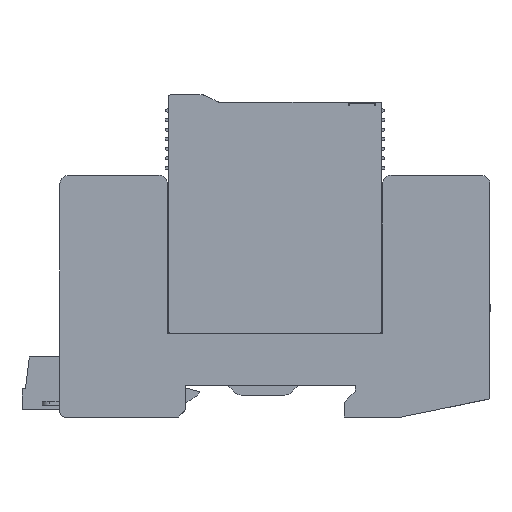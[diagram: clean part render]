
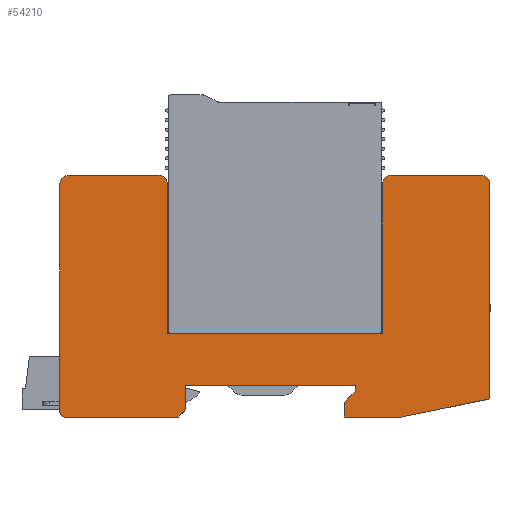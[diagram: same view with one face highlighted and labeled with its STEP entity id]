
A CAD part, front view. The second image highlights one B-rep face of the part: STEP entity #54210.
In plain terms, the highlighted planar face has unit normal (0, -1, 0).
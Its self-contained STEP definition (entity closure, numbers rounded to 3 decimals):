
#9220=CARTESIAN_POINT('',(-56.19,-111.575,
45.496));
#9230=DIRECTION('',(1.,0.,0.));
#9240=VECTOR('',#9230,1.);
#9250=LINE('',#9220,#9240);
#9260=CARTESIAN_POINT('',(-56.19,-111.575,
45.496));
#9270=VERTEX_POINT('',#9260);
#9280=CARTESIAN_POINT('',(-37.29,-111.575,
45.496));
#9290=VERTEX_POINT('',#9280);
#9300=EDGE_CURVE('',#9270,#9290,#9250,.T.);
#9860=CARTESIAN_POINT('',(-37.29,-111.575,
43.696));
#9870=DIRECTION('',(0.,-1.,0.));
#9880=DIRECTION('',(1.,0.,0.));
#9890=AXIS2_PLACEMENT_3D('',#9860,#9870,#9880);
#9900=CIRCLE('',#9890,1.8);
#9910=CARTESIAN_POINT('',(-35.49,-111.575,
43.696));
#9920=VERTEX_POINT('',#9910);
#9930=EDGE_CURVE('',#9920,#9290,#9900,.T.);
#11810=CARTESIAN_POINT('',(-35.49,-111.575,
12.396));
#11820=VERTEX_POINT('',#11810);
#11850=CARTESIAN_POINT('',(-35.49,-111.575,
12.396));
#11860=DIRECTION('',(0.,0.,1.));
#11870=VECTOR('',#11860,1.);
#11880=LINE('',#11850,#11870);
#11890=EDGE_CURVE('',#11820,#9920,#11880,.T.);
#25160=CARTESIAN_POINT('',(-35.49,-111.575,
12.396));
#25170=DIRECTION('',(1.,0.,0.));
#25180=VECTOR('',#25170,1.);
#25190=LINE('',#25160,#25180);
#25200=CARTESIAN_POINT('',(9.51,-111.575,
12.396));
#25210=VERTEX_POINT('',#25200);
#25220=EDGE_CURVE('',#11820,#25210,#25190,.T.);
#26900=CARTESIAN_POINT('',(9.51,-111.575,
43.696));
#26910=VERTEX_POINT('',#26900);
#26940=CARTESIAN_POINT('',(9.51,-111.575,
43.696));
#26950=DIRECTION('',(0.,0.,-1.));
#26960=VECTOR('',#26950,1.);
#26970=LINE('',#26940,#26960);
#26980=EDGE_CURVE('',#26910,#25210,#26970,.T.);
#27360=CARTESIAN_POINT('',(11.31,-111.575,
45.496));
#27370=VERTEX_POINT('',#27360);
#27400=CARTESIAN_POINT('',(11.31,-111.575,
43.696));
#27410=DIRECTION('',(0.,-1.,0.));
#27420=DIRECTION('',(0.,0.,1.));
#27430=AXIS2_PLACEMENT_3D('',#27400,#27410,#27420);
#27440=CIRCLE('',#27430,1.8);
#27450=EDGE_CURVE('',#27370,#26910,#27440,.T.);
#29470=CARTESIAN_POINT('',(13.51,-111.575,
-5.104));
#29480=VERTEX_POINT('',#29470);
#29510=CARTESIAN_POINT('',(13.51,-111.575,
-5.104));
#29520=DIRECTION('',(0.98,0.,0.201));
#29530=VECTOR('',#29520,1.);
#29540=LINE('',#29510,#29530);
#29550=CARTESIAN_POINT('',(32.01,-111.575,
-1.304));
#29560=VERTEX_POINT('',#29550);
#29570=EDGE_CURVE('',#29480,#29560,#29540,.T.);
#48910=CARTESIAN_POINT('',(30.21,-111.575,
45.496));
#48920=DIRECTION('',(-1.,0.,0.));
#48930=VECTOR('',#48920,1.);
#48940=LINE('',#48910,#48930);
#48950=CARTESIAN_POINT('',(30.21,-111.575,
45.496));
#48960=VERTEX_POINT('',#48950);
#48970=EDGE_CURVE('',#48960,#27370,#48940,.T.);
#49700=CARTESIAN_POINT('',(32.01,-111.575,
43.696));
#49710=VERTEX_POINT('',#49700);
#49740=CARTESIAN_POINT('',(30.21,-111.575,
43.696));
#49750=DIRECTION('',(0.,-1.,0.));
#49760=DIRECTION('',(1.,0.,0.));
#49770=AXIS2_PLACEMENT_3D('',#49740,#49750,#49760);
#49780=CIRCLE('',#49770,1.8);
#49790=EDGE_CURVE('',#49710,#48960,#49780,.T.);
#49910=CARTESIAN_POINT('',(32.01,-111.575,
-1.304));
#49920=DIRECTION('',(0.,0.,1.));
#49930=VECTOR('',#49920,1.);
#49940=LINE('',#49910,#49930);
#49950=EDGE_CURVE('',#29560,#49710,#49940,.T.);
#53160=CARTESIAN_POINT('',(16.41,-111.575,
15.996));
#53170=DIRECTION('',(0.,-1.,0.));
#53180=DIRECTION('',(1.,0.,0.));
#53190=AXIS2_PLACEMENT_3D('',#53160,#53170,#53180);
#53200=PLANE('',#53190);
#53210=CARTESIAN_POINT('',(1.51,-111.575,
-5.104));
#53220=DIRECTION('',(1.,0.,0.));
#53230=VECTOR('',#53220,1.);
#53240=LINE('',#53210,#53230);
#53250=CARTESIAN_POINT('',(1.51,-111.575,
-5.104));
#53260=VERTEX_POINT('',#53250);
#53270=EDGE_CURVE('',#53260,#29480,#53240,.T.);
#53280=ORIENTED_EDGE('',*,*,#53270,.T.);
#53290=CARTESIAN_POINT('',(1.51,-111.575,
-2.004));
#53300=DIRECTION('',(0.,0.,-1.));
#53310=VECTOR('',#53300,1.);
#53320=LINE('',#53290,#53310);
#53330=CARTESIAN_POINT('',(1.51,-111.575,
-2.004));
#53340=VERTEX_POINT('',#53330);
#53350=EDGE_CURVE('',#53340,#53260,#53320,.T.);
#53360=ORIENTED_EDGE('',*,*,#53350,.T.);
#53370=CARTESIAN_POINT('',(3.81,-111.575,
0.296));
#53380=DIRECTION('',(-0.707,0.,-0.707));
#53390=VECTOR('',#53380,1.);
#53400=LINE('',#53370,#53390);
#53410=CARTESIAN_POINT('',(3.81,-111.575,
0.296));
#53420=VERTEX_POINT('',#53410);
#53430=EDGE_CURVE('',#53420,#53340,#53400,.T.);
#53440=ORIENTED_EDGE('',*,*,#53430,.T.);
#53450=CARTESIAN_POINT('',(3.81,-111.575,
1.496));
#53460=DIRECTION('',(0.,0.,-1.));
#53470=VECTOR('',#53460,1.);
#53480=LINE('',#53450,#53470);
#53490=CARTESIAN_POINT('',(3.81,-111.575,
1.496));
#53500=VERTEX_POINT('',#53490);
#53510=EDGE_CURVE('',#53500,#53420,#53480,.T.);
#53520=ORIENTED_EDGE('',*,*,#53510,.T.);
#53530=CARTESIAN_POINT('',(3.81,-111.575,
1.496));
#53540=DIRECTION('',(-1.,0.,0.));
#53550=VECTOR('',#53540,1.);
#53560=LINE('',#53530,#53550);
#53570=CARTESIAN_POINT('',(-31.69,-111.575,
1.496));
#53580=VERTEX_POINT('',#53570);
#53590=EDGE_CURVE('',#53500,#53580,#53560,.T.);
#53600=ORIENTED_EDGE('',*,*,#53590,.F.);
#53610=CARTESIAN_POINT('',(-31.69,-111.575,
1.496));
#53620=DIRECTION('',(0.,0.,-1.));
#53630=VECTOR('',#53620,1.);
#53640=LINE('',#53610,#53630);
#53650=CARTESIAN_POINT('',(-31.69,-111.575,
-3.604));
#53660=VERTEX_POINT('',#53650);
#53670=EDGE_CURVE('',#53580,#53660,#53640,.T.);
#53680=ORIENTED_EDGE('',*,*,#53670,.F.);
#53690=CARTESIAN_POINT('',(-33.19,-111.575,
-5.104));
#53700=DIRECTION('',(0.707,0.,0.707));
#53710=VECTOR('',#53700,1.);
#53720=LINE('',#53690,#53710);
#53730=CARTESIAN_POINT('',(-33.19,-111.575,
-5.104));
#53740=VERTEX_POINT('',#53730);
#53750=EDGE_CURVE('',#53740,#53660,#53720,.T.);
#53760=ORIENTED_EDGE('',*,*,#53750,.T.);
#53770=CARTESIAN_POINT('',(-56.99,-111.575,
-5.104));
#53780=DIRECTION('',(1.,0.,0.));
#53790=VECTOR('',#53780,1.);
#53800=LINE('',#53770,#53790);
#53810=CARTESIAN_POINT('',(-56.99,-111.575,
-5.104));
#53820=VERTEX_POINT('',#53810);
#53830=EDGE_CURVE('',#53820,#53740,#53800,.T.);
#53840=ORIENTED_EDGE('',*,*,#53830,.T.);
#53850=CARTESIAN_POINT('',(-56.99,-111.575,
-4.104));
#53860=DIRECTION('',(0.,-1.,0.));
#53870=DIRECTION('',(-1.,0.,0.));
#53880=AXIS2_PLACEMENT_3D('',#53850,#53860,#53870);
#53890=CIRCLE('',#53880,1.);
#53900=CARTESIAN_POINT('',(-57.99,-111.575,
-4.104));
#53910=VERTEX_POINT('',#53900);
#53920=EDGE_CURVE('',#53910,#53820,#53890,.T.);
#53930=ORIENTED_EDGE('',*,*,#53920,.T.);
#53940=CARTESIAN_POINT('',(-57.99,-111.575,
43.696));
#53950=DIRECTION('',(0.,0.,-1.));
#53960=VECTOR('',#53950,1.);
#53970=LINE('',#53940,#53960);
#53980=CARTESIAN_POINT('',(-57.99,-111.575,
43.696));
#53990=VERTEX_POINT('',#53980);
#54000=EDGE_CURVE('',#53990,#53910,#53970,.T.);
#54010=ORIENTED_EDGE('',*,*,#54000,.T.);
#54020=CARTESIAN_POINT('',(-56.19,-111.575,
43.696));
#54030=DIRECTION('',(0.,-1.,0.));
#54040=DIRECTION('',(0.,0.,1.));
#54050=AXIS2_PLACEMENT_3D('',#54020,#54030,#54040);
#54060=CIRCLE('',#54050,1.8);
#54070=EDGE_CURVE('',#9270,#53990,#54060,.T.);
#54080=ORIENTED_EDGE('',*,*,#54070,.T.);
#54090=ORIENTED_EDGE('',*,*,#9300,.F.);
#54100=ORIENTED_EDGE('',*,*,#9930,.T.);
#54110=ORIENTED_EDGE('',*,*,#11890,.T.);
#54120=ORIENTED_EDGE('',*,*,#25220,.F.);
#54130=ORIENTED_EDGE('',*,*,#26980,.T.);
#54140=ORIENTED_EDGE('',*,*,#27450,.T.);
#54150=ORIENTED_EDGE('',*,*,#48970,.T.);
#54160=ORIENTED_EDGE('',*,*,#49790,.T.);
#54170=ORIENTED_EDGE('',*,*,#49950,.T.);
#54180=ORIENTED_EDGE('',*,*,#29570,.T.);
#54190=EDGE_LOOP('',(#54180,#54170,#54160,#54150,#54140,#54130,#54120,
#54110,#54100,#54090,#54080,#54010,#53930,#53840,#53760,#53680,#53600,
#53520,#53440,#53360,#53280));
#54200=FACE_OUTER_BOUND('',#54190,.T.);
#54210=ADVANCED_FACE('',(#54200),#53200,.T.);
